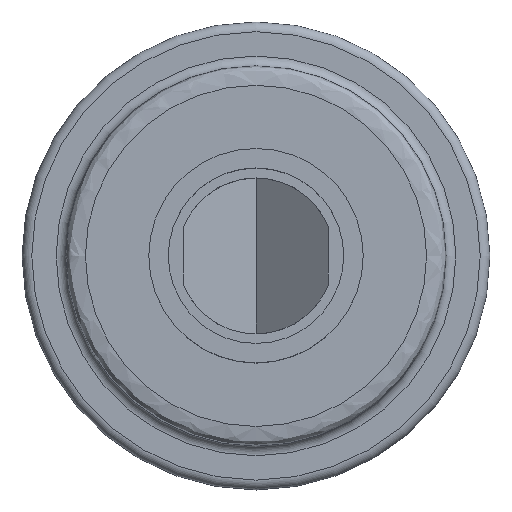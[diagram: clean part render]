
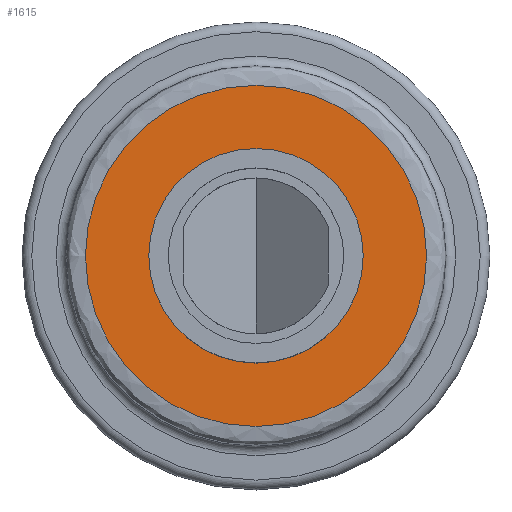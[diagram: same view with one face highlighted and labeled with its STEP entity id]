
A CAD part, top view. The second image highlights one B-rep face of the part: STEP entity #1615.
In plain terms, the highlighted planar face has unit normal (0, 0, 1).
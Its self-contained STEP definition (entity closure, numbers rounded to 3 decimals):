
#67=FACE_BOUND('',#242,.T.);
#86=PLANE('',#1774);
#150=FACE_OUTER_BOUND('',#241,.T.);
#241=EDGE_LOOP('',(#1173));
#242=EDGE_LOOP('',(#1174,#1175));
#570=CIRCLE('',#1772,11.);
#571=CIRCLE('',#1773,11.);
#572=CIRCLE('',#1775,17.5);
#705=VERTEX_POINT('',#2609);
#706=VERTEX_POINT('',#2610);
#707=VERTEX_POINT('',#2615);
#874=EDGE_CURVE('',#705,#706,#570,.T.);
#875=EDGE_CURVE('',#706,#705,#571,.T.);
#877=EDGE_CURVE('',#707,#707,#572,.T.);
#1173=ORIENTED_EDGE('',*,*,#877,.F.);
#1174=ORIENTED_EDGE('',*,*,#874,.T.);
#1175=ORIENTED_EDGE('',*,*,#875,.T.);
#1615=ADVANCED_FACE('',(#150,#67),#86,.T.);
#1772=AXIS2_PLACEMENT_3D('',#2611,#2066,#2067);
#1773=AXIS2_PLACEMENT_3D('',#2612,#2068,#2069);
#1774=AXIS2_PLACEMENT_3D('',#2614,#2071,#2072);
#1775=AXIS2_PLACEMENT_3D('',#2616,#2073,#2074);
#2066=DIRECTION('center_axis',(0.,0.,-1.));
#2067=DIRECTION('ref_axis',(1.,0.,0.));
#2068=DIRECTION('center_axis',(0.,0.,-1.));
#2069=DIRECTION('ref_axis',(1.,0.,0.));
#2071=DIRECTION('center_axis',(0.,0.,1.));
#2072=DIRECTION('ref_axis',(1.,0.,0.));
#2073=DIRECTION('center_axis',(0.,0.,-1.));
#2074=DIRECTION('ref_axis',(1.,0.,0.));
#2609=CARTESIAN_POINT('',(-11.,0.,15.));
#2610=CARTESIAN_POINT('',(11.,0.,15.));
#2611=CARTESIAN_POINT('Origin',(0.,0.,15.));
#2612=CARTESIAN_POINT('Origin',(0.,0.,15.));
#2614=CARTESIAN_POINT('Origin',(-17.5,0.,15.));
#2615=CARTESIAN_POINT('',(-17.5,0.,15.));
#2616=CARTESIAN_POINT('Origin',(0.,0.,15.));
